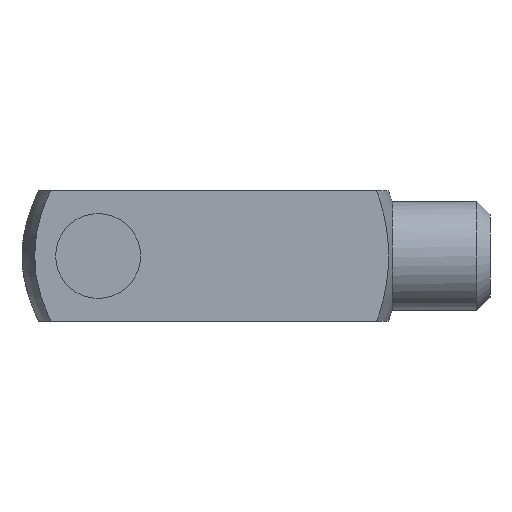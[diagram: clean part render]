
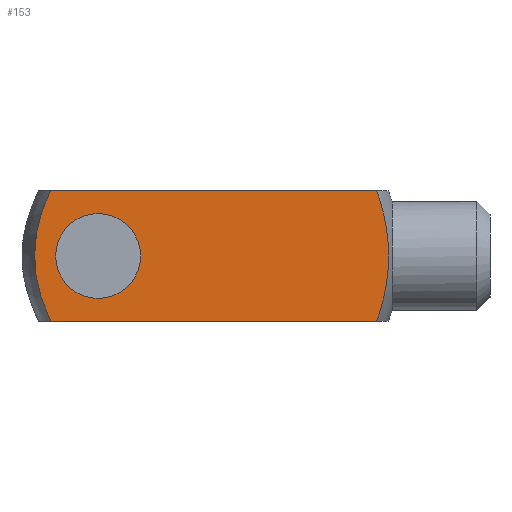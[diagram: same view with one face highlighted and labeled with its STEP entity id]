
A CAD part, front view. The second image highlights one B-rep face of the part: STEP entity #153.
In plain terms, the highlighted planar face has unit normal (0, -1, 0).
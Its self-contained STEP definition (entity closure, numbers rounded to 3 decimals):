
#153 = ADVANCED_FACE( '', ( #322, #323 ), #324, .T. );
#322 = FACE_BOUND( '', #511, .T. );
#323 = FACE_OUTER_BOUND( '', #512, .T. );
#324 = PLANE( '', #513 );
#511 = EDGE_LOOP( '', ( #933 ) );
#512 = EDGE_LOOP( '', ( #934, #935, #936, #937 ) );
#513 = AXIS2_PLACEMENT_3D( '', #938, #939, #940 );
#933 = ORIENTED_EDGE( '', *, *, #1118, .F. );
#934 = ORIENTED_EDGE( '', *, *, #1132, .F. );
#935 = ORIENTED_EDGE( '', *, *, #1153, .T. );
#936 = ORIENTED_EDGE( '', *, *, #1038, .F. );
#937 = ORIENTED_EDGE( '', *, *, #1144, .T. );
#938 = CARTESIAN_POINT( '', ( 72., -12., 36. ) );
#939 = DIRECTION( '', ( 0., -1., 0. ) );
#940 = DIRECTION( '', ( 0., 0., -1. ) );
#1038 = EDGE_CURVE( '', #1250, #1251, #1252, .T. );
#1118 = EDGE_CURVE( '', #1371, #1371, #1372, .T. );
#1132 = EDGE_CURVE( '', #1390, #1388, #1392, .F. );
#1144 = EDGE_CURVE( '', #1250, #1388, #1407, .T. );
#1153 = EDGE_CURVE( '', #1390, #1251, #1416, .T. );
#1250 = VERTEX_POINT( '', #1601 );
#1251 = VERTEX_POINT( '', #1602 );
#1252 = B_SPLINE_CURVE_WITH_KNOTS( '', 3, ( #1603, #1604, #1605, #1606, #1607, #1608, #1609, #1610, #1611, #1612, #1613, #1614, #1615, #1616 ), .UNSPECIFIED., .F., .F., ( 4, 2, 2, 2, 2, 2, 4 ), ( 0.181, 0.187, 0.193, 0.199, 0.201, 0.202, 0.205 ), .UNSPECIFIED. );
#1371 = VERTEX_POINT( '', #1821 );
#1372 = CIRCLE( '', #1822, 7.8 );
#1388 = VERTEX_POINT( '', #1856 );
#1390 = VERTEX_POINT( '', #1858 );
#1392 = CIRCLE( '', #1860, 33.941 );
#1407 = LINE( '', #1879, #1880 );
#1416 = LINE( '', #1896, #1897 );
#1601 = CARTESIAN_POINT( '', ( -8.678, -12., -12. ) );
#1602 = CARTESIAN_POINT( '', ( -8.678, -12., 12. ) );
#1603 = CARTESIAN_POINT( '', ( -8.678, -12., -12. ) );
#1604 = CARTESIAN_POINT( '', ( -9.611, -12., -10.16 ) );
#1605 = CARTESIAN_POINT( '', ( -10.354, -12., -8.232 ) );
#1606 = CARTESIAN_POINT( '', ( -11.393, -12., -4.165 ) );
#1607 = CARTESIAN_POINT( '', ( -11.666, -12., -2.092 ) );
#1608 = CARTESIAN_POINT( '', ( -11.665, -12., 2.105 ) );
#1609 = CARTESIAN_POINT( '', ( -11.392, -12., 4.157 ) );
#1610 = CARTESIAN_POINT( '', ( -10.753, -12., 6.671 ) );
#1611 = CARTESIAN_POINT( '', ( -10.611, -12., 7.171 ) );
#1612 = CARTESIAN_POINT( '', ( -10.296, -12., 8.167 ) );
#1613 = CARTESIAN_POINT( '', ( -10.123, -12., 8.663 ) );
#1614 = CARTESIAN_POINT( '', ( -9.568, -12., 10.126 ) );
#1615 = CARTESIAN_POINT( '', ( -9.147, -12., 11.075 ) );
#1616 = CARTESIAN_POINT( '', ( -8.678, -12., 12. ) );
#1821 = CARTESIAN_POINT( '', ( 0., -12., -7.8 ) );
#1822 = AXIS2_PLACEMENT_3D( '', #2065, #2066, #2067 );
#1856 = CARTESIAN_POINT( '', ( 51.166, -12., -12. ) );
#1858 = CARTESIAN_POINT( '', ( 51.166, -12., 12. ) );
#1860 = AXIS2_PLACEMENT_3D( '', #2082, #2083, #2084 );
#1879 = CARTESIAN_POINT( '', ( 72., -12., -12. ) );
#1880 = VECTOR( '', #2095, 1000. );
#1896 = CARTESIAN_POINT( '', ( 72., -12., 12. ) );
#1897 = VECTOR( '', #2098, 1000. );
#2065 = CARTESIAN_POINT( '', ( 0., -12., 0. ) );
#2066 = DIRECTION( '', ( 0., -1., 0. ) );
#2067 = DIRECTION( '', ( 0., 0., -1. ) );
#2082 = CARTESIAN_POINT( '', ( 19.417, -12., 0. ) );
#2083 = DIRECTION( '', ( 0., -1., 0. ) );
#2084 = DIRECTION( '', ( 0., 0., -1. ) );
#2095 = DIRECTION( '', ( 1., 0., 0. ) );
#2098 = DIRECTION( '', ( -1., 0., 0. ) );
